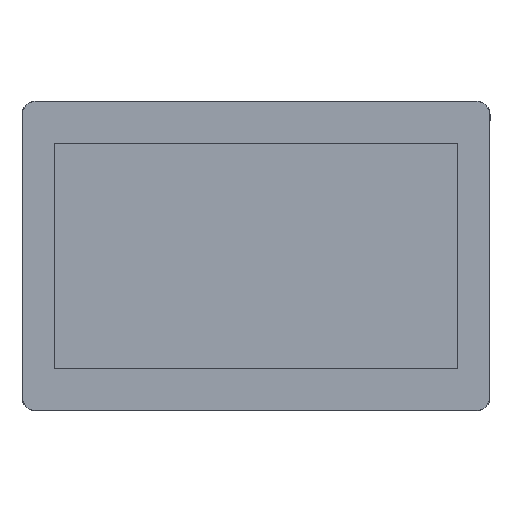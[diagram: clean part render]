
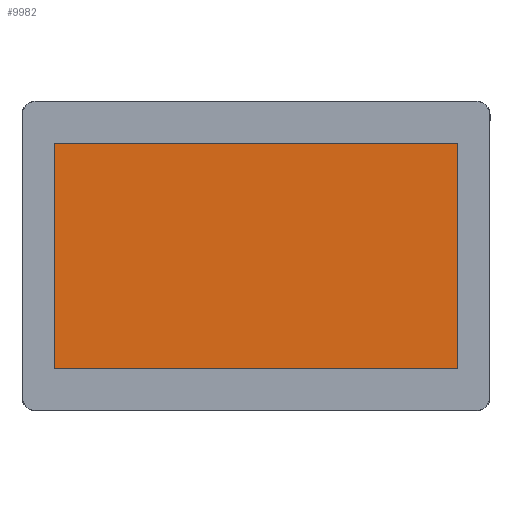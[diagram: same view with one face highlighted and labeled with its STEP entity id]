
A CAD part, top view. The second image highlights one B-rep face of the part: STEP entity #9982.
In plain terms, the highlighted planar face has unit normal (0, 0, 1).
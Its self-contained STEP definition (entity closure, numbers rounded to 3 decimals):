
#707=FACE_OUTER_BOUND('',#1241,.T.);
#1241=EDGE_LOOP('',(#8050,#8051,#8052,#8053));
#2233=LINE('',#15400,#3535);
#2237=LINE('',#15408,#3539);
#2240=LINE('',#15414,#3542);
#2243=LINE('',#15419,#3545);
#3535=VECTOR('',#12613,10.);
#3539=VECTOR('',#12619,10.);
#3542=VECTOR('',#12624,10.);
#3545=VECTOR('',#12629,10.);
#4604=VERTEX_POINT('',#15398);
#4605=VERTEX_POINT('',#15399);
#4608=VERTEX_POINT('',#15407);
#4610=VERTEX_POINT('',#15413);
#5811=EDGE_CURVE('',#4604,#4605,#2233,.T.);
#5815=EDGE_CURVE('',#4605,#4608,#2237,.T.);
#5818=EDGE_CURVE('',#4608,#4610,#2240,.T.);
#5821=EDGE_CURVE('',#4610,#4604,#2243,.T.);
#8050=ORIENTED_EDGE('',*,*,#5821,.T.);
#8051=ORIENTED_EDGE('',*,*,#5811,.T.);
#8052=ORIENTED_EDGE('',*,*,#5815,.T.);
#8053=ORIENTED_EDGE('',*,*,#5818,.T.);
#9494=PLANE('',#10849);
#9982=ADVANCED_FACE('',(#707),#9494,.T.);
#10849=AXIS2_PLACEMENT_3D('',#15421,#12631,#12632);
#12613=DIRECTION('',(1.,0.,0.));
#12619=DIRECTION('',(0.,1.,0.));
#12624=DIRECTION('',(-1.,0.,0.));
#12629=DIRECTION('',(0.,-1.,0.));
#12631=DIRECTION('center_axis',(0.,0.,1.));
#12632=DIRECTION('ref_axis',(1.,0.,0.));
#15398=CARTESIAN_POINT('',(12.984,16.619,1.1));
#15399=CARTESIAN_POINT('',(167.994,16.619,1.1));
#15400=CARTESIAN_POINT('',(12.984,16.619,1.1));
#15407=CARTESIAN_POINT('',(167.994,103.339,1.1));
#15408=CARTESIAN_POINT('',(167.994,16.619,1.1));
#15413=CARTESIAN_POINT('',(12.984,103.339,1.1));
#15414=CARTESIAN_POINT('',(167.994,103.339,1.1));
#15419=CARTESIAN_POINT('',(12.984,103.339,1.1));
#15421=CARTESIAN_POINT('Origin',(90.489,59.979,1.1));
